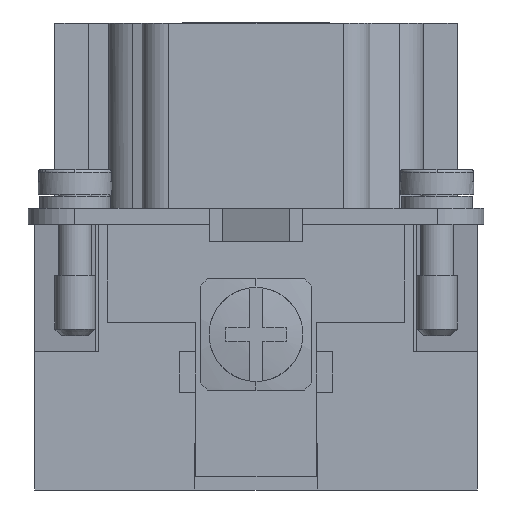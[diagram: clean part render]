
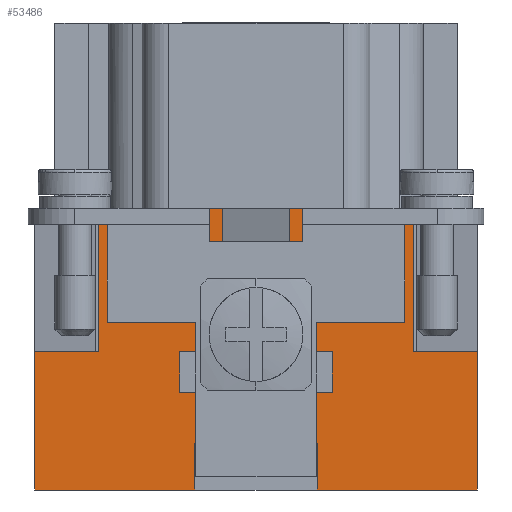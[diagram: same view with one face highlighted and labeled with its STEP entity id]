
A CAD part, left-side view. The second image highlights one B-rep face of the part: STEP entity #53486.
In plain terms, the highlighted planar face has unit normal (-1, 0, 0).
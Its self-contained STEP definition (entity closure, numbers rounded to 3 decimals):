
#39625=CARTESIAN_POINT('',(-31.6,-16.5,10.3));
#39626=VERTEX_POINT('',#39625);
#39633=CARTESIAN_POINT('',(-31.6,-16.5,0.0));
#39634=VERTEX_POINT('',#39633);
#39635=CARTESIAN_POINT('',(-31.6,-16.5,0.0));
#39636=DIRECTION('',(0.0,0.0,1.0));
#39637=VECTOR('',#39636,10.3);
#39638=LINE('',#39635,#39637);
#39639=EDGE_CURVE('',#39634,#39626,#39638,.T.);
#42373=CARTESIAN_POINT('',(-31.6,11.75,21.0));
#42374=VERTEX_POINT('',#42373);
#42381=CARTESIAN_POINT('',(-31.6,10.816,21.0));
#42382=VERTEX_POINT('',#42381);
#42383=CARTESIAN_POINT('',(-31.6,10.816,21.0));
#42384=DIRECTION('',(0.0,1.0,0.0));
#42385=VECTOR('',#42384,0.934);
#42386=LINE('',#42383,#42385);
#42387=EDGE_CURVE('',#42382,#42374,#42386,.T.);
#43420=CARTESIAN_POINT('',(-31.6,-11.75,21.0));
#43421=VERTEX_POINT('',#43420);
#43422=CARTESIAN_POINT('',(-31.6,-11.75,21.0));
#43423=DIRECTION('',(0.0,1.0,0.0));
#43424=VECTOR('',#43423,22.566);
#43425=LINE('',#43422,#43424);
#43426=EDGE_CURVE('',#43421,#42382,#43425,.T.);
#52874=CARTESIAN_POINT('',(-31.6,-11.75,10.3));
#52875=VERTEX_POINT('',#52874);
#52884=CARTESIAN_POINT('',(-31.6,-11.75,10.3));
#52885=DIRECTION('',(0.0,0.0,1.0));
#52886=VECTOR('',#52885,10.7);
#52887=LINE('',#52884,#52886);
#52888=EDGE_CURVE('',#52875,#43421,#52887,.T.);
#52898=CARTESIAN_POINT('',(-31.6,-16.5,10.3));
#52899=DIRECTION('',(0.0,1.0,0.0));
#52900=VECTOR('',#52899,4.75);
#52901=LINE('',#52898,#52900);
#52902=EDGE_CURVE('',#39626,#52875,#52901,.T.);
#52921=CARTESIAN_POINT('',(-31.6,11.75,10.3));
#52922=VERTEX_POINT('',#52921);
#52931=CARTESIAN_POINT('',(-31.6,11.75,21.0));
#52932=DIRECTION('',(0.0,0.0,-1.0));
#52933=VECTOR('',#52932,10.7);
#52934=LINE('',#52931,#52933);
#52935=EDGE_CURVE('',#42374,#52922,#52934,.T.);
#52976=CARTESIAN_POINT('',(-31.6,16.5,10.3));
#52977=VERTEX_POINT('',#52976);
#52978=CARTESIAN_POINT('',(-31.6,11.75,10.3));
#52979=DIRECTION('',(0.0,1.0,0.0));
#52980=VECTOR('',#52979,4.75);
#52981=LINE('',#52978,#52980);
#52982=EDGE_CURVE('',#52922,#52977,#52981,.T.);
#53092=CARTESIAN_POINT('',(-31.6,16.5,0.0));
#53093=VERTEX_POINT('',#53092);
#53100=CARTESIAN_POINT('',(-31.6,16.5,0.0));
#53101=DIRECTION('',(0.0,0.0,1.0));
#53102=VECTOR('',#53101,10.3);
#53103=LINE('',#53100,#53102);
#53104=EDGE_CURVE('',#53093,#52977,#53103,.T.);
#53214=CARTESIAN_POINT('',(-31.6,-4.55,3.5));
#53215=VERTEX_POINT('',#53214);
#53232=CARTESIAN_POINT('',(-31.6,-4.55,0.0));
#53233=VERTEX_POINT('',#53232);
#53240=CARTESIAN_POINT('',(-31.6,-4.55,3.5));
#53241=DIRECTION('',(0.0,0.0,-1.0));
#53242=VECTOR('',#53241,3.5);
#53243=LINE('',#53240,#53242);
#53244=EDGE_CURVE('',#53215,#53233,#53243,.T.);
#53409=CARTESIAN_POINT('',(-31.6,4.55,3.5));
#53410=VERTEX_POINT('',#53409);
#53417=CARTESIAN_POINT('',(-31.6,4.55,0.0));
#53418=VERTEX_POINT('',#53417);
#53419=CARTESIAN_POINT('',(-31.6,4.55,0.0));
#53420=DIRECTION('',(0.0,0.0,1.0));
#53421=VECTOR('',#53420,3.5);
#53422=LINE('',#53419,#53421);
#53423=EDGE_CURVE('',#53418,#53410,#53422,.T.);
#53441=CARTESIAN_POINT('',(-31.6,4.55,3.5));
#53442=DIRECTION('',(0.0,-1.0,0.0));
#53443=VECTOR('',#53442,9.1);
#53444=LINE('',#53441,#53443);
#53445=EDGE_CURVE('',#53410,#53215,#53444,.T.);
#53456=CARTESIAN_POINT('',(-31.6,-16.5,0.0));
#53457=DIRECTION('',(-1.0,0.0,0.0));
#53458=DIRECTION('',(0.0,0.0,1.0));
#53459=AXIS2_PLACEMENT_3D('',#53456,#53457,#53458);
#53460=PLANE('',#53459);
#53461=ORIENTED_EDGE('',*,*,#52888,.T.);
#53462=ORIENTED_EDGE('',*,*,#43426,.T.);
#53463=ORIENTED_EDGE('',*,*,#42387,.T.);
#53464=ORIENTED_EDGE('',*,*,#52935,.T.);
#53465=ORIENTED_EDGE('',*,*,#52982,.T.);
#53466=ORIENTED_EDGE('',*,*,#53104,.F.);
#53467=CARTESIAN_POINT('',(-31.6,16.5,0.0));
#53468=DIRECTION('',(0.0,-1.0,0.0));
#53469=VECTOR('',#53468,11.95);
#53470=LINE('',#53467,#53469);
#53471=EDGE_CURVE('',#53093,#53418,#53470,.T.);
#53472=ORIENTED_EDGE('',*,*,#53471,.T.);
#53473=ORIENTED_EDGE('',*,*,#53423,.T.);
#53474=ORIENTED_EDGE('',*,*,#53445,.T.);
#53475=ORIENTED_EDGE('',*,*,#53244,.T.);
#53476=CARTESIAN_POINT('',(-31.6,-4.55,0.0));
#53477=DIRECTION('',(0.0,-1.0,0.0));
#53478=VECTOR('',#53477,11.95);
#53479=LINE('',#53476,#53478);
#53480=EDGE_CURVE('',#53233,#39634,#53479,.T.);
#53481=ORIENTED_EDGE('',*,*,#53480,.T.);
#53482=ORIENTED_EDGE('',*,*,#39639,.T.);
#53483=ORIENTED_EDGE('',*,*,#52902,.T.);
#53484=EDGE_LOOP('',(#53461,#53462,#53463,#53464,#53465,#53466,#53472,#53473,#53474,#53475,#53481,#53482,#53483));
#53485=FACE_OUTER_BOUND('',#53484,.T.);
#53486=ADVANCED_FACE('',(#53485),#53460,.T.);
